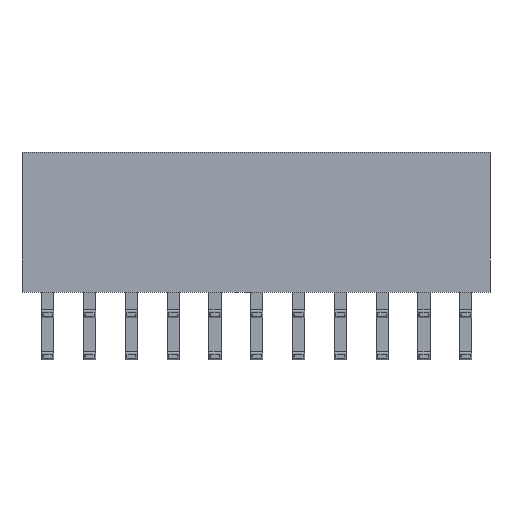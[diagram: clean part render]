
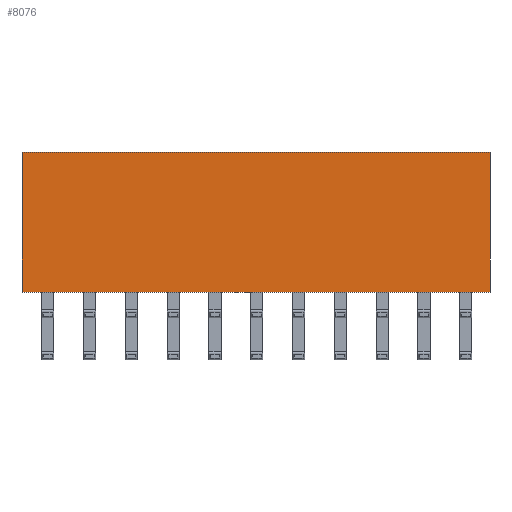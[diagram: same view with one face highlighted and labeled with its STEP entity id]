
A CAD part, front view. The second image highlights one B-rep face of the part: STEP entity #8076.
In plain terms, the highlighted planar face has unit normal (0, -1, 0).
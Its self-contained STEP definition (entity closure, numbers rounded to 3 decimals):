
#888=ORIENTED_EDGE('',*,*,#3052,.F.);
#889=ORIENTED_EDGE('',*,*,#3063,.F.);
#890=ORIENTED_EDGE('',*,*,#3057,.F.);
#891=ORIENTED_EDGE('',*,*,#2514,.F.);
#2514=EDGE_CURVE('',#3672,#3673,#4412,.T.);
#3052=EDGE_CURVE('',#4077,#3672,#4950,.T.);
#3057=EDGE_CURVE('',#3673,#4080,#4955,.T.);
#3063=EDGE_CURVE('',#4080,#4077,#4961,.T.);
#3672=VERTEX_POINT('',#11051);
#3673=VERTEX_POINT('',#11053);
#4077=VERTEX_POINT('',#12084);
#4080=VERTEX_POINT('',#12094);
#4412=LINE('',#11052,#5546);
#4950=LINE('',#12085,#6084);
#4955=LINE('',#12093,#6089);
#4961=LINE('',#12103,#6095);
#5546=VECTOR('',#8953,1000.);
#6084=VECTOR('',#9671,1000.);
#6089=VECTOR('',#9678,1000.);
#6095=VECTOR('',#9688,1000.);
#6772=EDGE_LOOP('',(#888,#889,#890,#891));
#7240=FACE_BOUND('',#6772,.T.);
#7664=PLANE('',#8538);
#8076=ADVANCED_FACE('',(#7240),#7664,.F.);
#8538=AXIS2_PLACEMENT_3D('',#12104,#9689,#9690);
#8953=DIRECTION('',(1.,0.,0.));
#9671=DIRECTION('',(0.,0.,1.));
#9678=DIRECTION('',(0.,0.,-1.));
#9688=DIRECTION('',(-1.,0.,0.));
#9689=DIRECTION('',(0.,1.,0.));
#9690=DIRECTION('',(0.,0.,1.));
#11051=CARTESIAN_POINT('',(-14.22,-2.5,4.25));
#11052=CARTESIAN_POINT('',(-14.22,-2.5,4.25));
#11053=CARTESIAN_POINT('',(14.22,-2.5,4.25));
#12084=CARTESIAN_POINT('',(-14.22,-2.5,-4.25));
#12085=CARTESIAN_POINT('',(-14.22,-2.5,-4.25));
#12093=CARTESIAN_POINT('',(14.22,-2.5,4.25));
#12094=CARTESIAN_POINT('',(14.22,-2.5,-4.25));
#12103=CARTESIAN_POINT('',(14.22,-2.5,-4.25));
#12104=CARTESIAN_POINT('',(0.,-2.5,0.));
